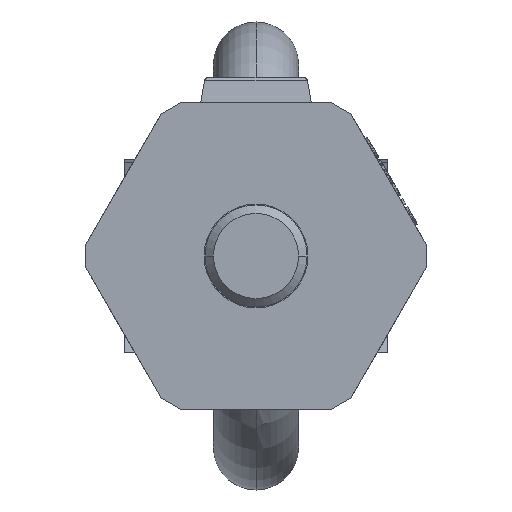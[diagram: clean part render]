
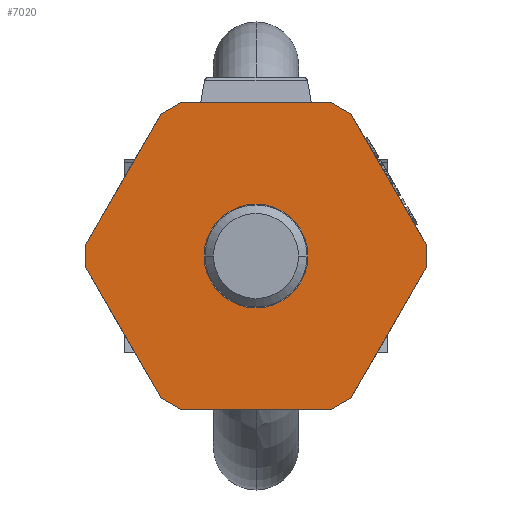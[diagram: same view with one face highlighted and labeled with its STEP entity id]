
A CAD part, front view. The second image highlights one B-rep face of the part: STEP entity #7020.
In plain terms, the highlighted face is planar.
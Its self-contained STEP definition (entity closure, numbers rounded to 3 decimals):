
#1=DIRECTION('',(0.,-1.,0.));
#2=VECTOR('',#1,2.718);
#3=CARTESIAN_POINT('',(-20.,1.359,0.));
#4=LINE('',#3,#2);
#5=DIRECTION('',(0.5,-0.866,0.));
#6=VECTOR('',#5,17.646);
#7=CARTESIAN_POINT('',(-20.,-1.359,0.));
#8=LINE('',#7,#6);
#9=DIRECTION('',(0.866,-0.5,0.));
#10=VECTOR('',#9,2.718);
#11=CARTESIAN_POINT('',(-11.177,-16.641,0.));
#12=LINE('',#11,#10);
#13=DIRECTION('',(1.,0.,0.));
#14=VECTOR('',#13,17.646);
#15=CARTESIAN_POINT('',(-8.823,-18.,0.));
#16=LINE('',#15,#14);
#17=DIRECTION('',(0.866,0.5,0.));
#18=VECTOR('',#17,2.718);
#19=CARTESIAN_POINT('',(8.823,-18.,0.));
#20=LINE('',#19,#18);
#21=DIRECTION('',(0.5,0.866,0.));
#22=VECTOR('',#21,17.646);
#23=CARTESIAN_POINT('',(11.177,-16.641,0.));
#24=LINE('',#23,#22);
#25=DIRECTION('',(0.,1.,0.));
#26=VECTOR('',#25,2.718);
#27=CARTESIAN_POINT('',(20.,-1.359,0.));
#28=LINE('',#27,#26);
#29=DIRECTION('',(-0.5,0.866,0.));
#30=VECTOR('',#29,17.646);
#31=CARTESIAN_POINT('',(20.,1.359,0.));
#32=LINE('',#31,#30);
#33=DIRECTION('',(-0.866,0.5,0.));
#34=VECTOR('',#33,2.718);
#35=CARTESIAN_POINT('',(11.177,16.641,0.));
#36=LINE('',#35,#34);
#37=DIRECTION('',(-1.,0.,0.));
#38=VECTOR('',#37,17.646);
#39=CARTESIAN_POINT('',(8.823,18.,0.));
#40=LINE('',#39,#38);
#41=DIRECTION('',(-0.866,-0.5,0.));
#42=VECTOR('',#41,2.718);
#43=CARTESIAN_POINT('',(-8.823,18.,0.));
#44=LINE('',#43,#42);
#45=DIRECTION('',(-0.5,-0.866,0.));
#46=VECTOR('',#45,17.646);
#47=CARTESIAN_POINT('',(-11.177,16.641,0.));
#48=LINE('',#47,#46);
#49=CARTESIAN_POINT('',(0.,0.,0.));
#50=DIRECTION('',(0.,0.,1.));
#51=DIRECTION('',(0.,1.,0.));
#52=AXIS2_PLACEMENT_3D('',#49,#50,#51);
#54=CARTESIAN_POINT('',(0.,0.,0.));
#55=DIRECTION('',(0.,0.,1.));
#56=DIRECTION('',(0.,-1.,0.));
#57=AXIS2_PLACEMENT_3D('',#54,#55,#56);
#5308=CARTESIAN_POINT('',(-20.,1.359,0.));
#5309=CARTESIAN_POINT('',(-20.,-1.359,0.));
#5310=VERTEX_POINT('',#5308);
#5311=VERTEX_POINT('',#5309);
#5312=CARTESIAN_POINT('',(20.,-1.359,0.));
#5313=CARTESIAN_POINT('',(20.,1.359,0.));
#5314=VERTEX_POINT('',#5312);
#5315=VERTEX_POINT('',#5313);
#5316=CARTESIAN_POINT('',(11.177,16.641,0.));
#5317=CARTESIAN_POINT('',(8.823,18.,0.));
#5318=VERTEX_POINT('',#5316);
#5319=VERTEX_POINT('',#5317);
#5320=CARTESIAN_POINT('',(-11.177,-16.641,0.));
#5321=CARTESIAN_POINT('',(-8.823,-18.,0.));
#5322=VERTEX_POINT('',#5320);
#5323=VERTEX_POINT('',#5321);
#5324=CARTESIAN_POINT('',(8.823,-18.,0.));
#5325=CARTESIAN_POINT('',(11.177,-16.641,0.));
#5326=VERTEX_POINT('',#5324);
#5327=VERTEX_POINT('',#5325);
#5328=CARTESIAN_POINT('',(-8.823,18.,0.));
#5329=CARTESIAN_POINT('',(-11.177,16.641,0.));
#5330=VERTEX_POINT('',#5328);
#5331=VERTEX_POINT('',#5329);
#5356=CARTESIAN_POINT('',(0.,6.1,0.));
#5357=CARTESIAN_POINT('',(0.,-6.1,0.));
#5358=VERTEX_POINT('',#5356);
#5359=VERTEX_POINT('',#5357);
#6983=CARTESIAN_POINT('',(0.,0.,0.));
#6984=DIRECTION('',(0.,0.,1.));
#6985=DIRECTION('',(1.,0.,0.));
#6986=AXIS2_PLACEMENT_3D('',#6983,#6984,#6985);
#6987=PLANE('',#6986);
#6989=ORIENTED_EDGE('',*,*,#6988,.T.);
#6991=ORIENTED_EDGE('',*,*,#6990,.T.);
#6993=ORIENTED_EDGE('',*,*,#6992,.T.);
#6995=ORIENTED_EDGE('',*,*,#6994,.T.);
#6997=ORIENTED_EDGE('',*,*,#6996,.T.);
#6999=ORIENTED_EDGE('',*,*,#6998,.T.);
#7001=ORIENTED_EDGE('',*,*,#7000,.T.);
#7003=ORIENTED_EDGE('',*,*,#7002,.T.);
#7005=ORIENTED_EDGE('',*,*,#7004,.T.);
#7007=ORIENTED_EDGE('',*,*,#7006,.T.);
#7009=ORIENTED_EDGE('',*,*,#7008,.T.);
#7011=ORIENTED_EDGE('',*,*,#7010,.T.);
#7012=EDGE_LOOP('',(#6989,#6991,#6993,#6995,#6997,#6999,#7001,#7003,#7005,#7007,
#7009,#7011));
#7013=FACE_OUTER_BOUND('',#7012,.F.);
#7015=ORIENTED_EDGE('',*,*,#7014,.F.);
#7017=ORIENTED_EDGE('',*,*,#7016,.F.);
#7018=EDGE_LOOP('',(#7015,#7017));
#7019=FACE_BOUND('',#7018,.F.);
#7020=ADVANCED_FACE('',(#7013,#7019),#6987,.F.);
#53=CIRCLE('',#52,6.1);
#58=CIRCLE('',#57,6.1);
#6988=EDGE_CURVE('',#5310,#5311,#4,.T.);
#6990=EDGE_CURVE('',#5311,#5322,#8,.T.);
#6992=EDGE_CURVE('',#5322,#5323,#12,.T.);
#6994=EDGE_CURVE('',#5323,#5326,#16,.T.);
#6996=EDGE_CURVE('',#5326,#5327,#20,.T.);
#6998=EDGE_CURVE('',#5327,#5314,#24,.T.);
#7000=EDGE_CURVE('',#5314,#5315,#28,.T.);
#7002=EDGE_CURVE('',#5315,#5318,#32,.T.);
#7004=EDGE_CURVE('',#5318,#5319,#36,.T.);
#7006=EDGE_CURVE('',#5319,#5330,#40,.T.);
#7008=EDGE_CURVE('',#5330,#5331,#44,.T.);
#7010=EDGE_CURVE('',#5331,#5310,#48,.T.);
#7014=EDGE_CURVE('',#5358,#5359,#53,.T.);
#7016=EDGE_CURVE('',#5359,#5358,#58,.T.);
